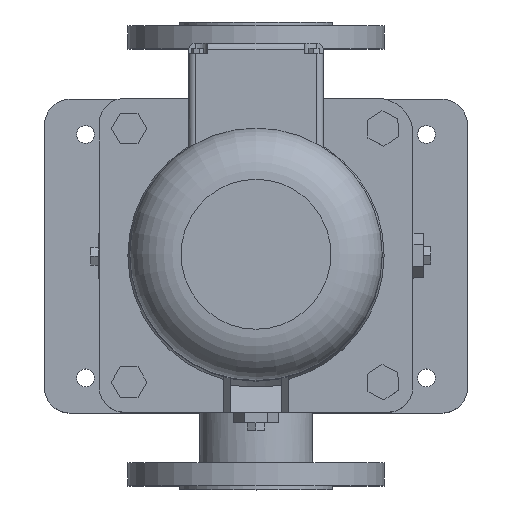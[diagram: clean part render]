
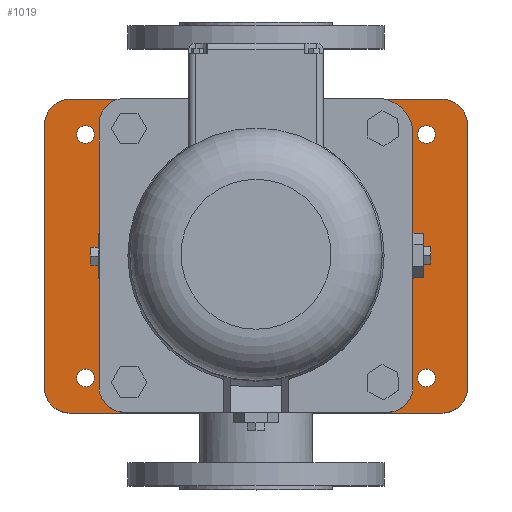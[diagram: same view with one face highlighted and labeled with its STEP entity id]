
A CAD part, top view. The second image highlights one B-rep face of the part: STEP entity #1019.
In plain terms, the highlighted planar face has unit normal (0, 0, 1).
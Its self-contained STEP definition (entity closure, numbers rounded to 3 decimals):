
#1019=ADVANCED_FACE('',(#5729,#5731,#5733,#5735,#5737,#5739,#5741,#5743,#5745,#5747),
#5749,.T.);
#5729=FACE_BOUND('',#5730,.T.);
#5730=EDGE_LOOP('',(#9684,#9685,#9686,#9687,#9688,#9689,#9690,#9691));
#5731=FACE_BOUND('',#5732,.T.);
#5732=EDGE_LOOP('',(#9692));
#5733=FACE_BOUND('',#5734,.T.);
#5734=EDGE_LOOP('',(#9693));
#5735=FACE_BOUND('',#5736,.T.);
#5736=EDGE_LOOP('',(#9694));
#5737=FACE_BOUND('',#5738,.T.);
#5738=EDGE_LOOP('',(#9695));
#5739=FACE_BOUND('',#5740,.T.);
#5740=EDGE_LOOP('',(#9696));
#5741=FACE_BOUND('',#5742,.T.);
#5742=EDGE_LOOP('',(#9697));
#5743=FACE_BOUND('',#5744,.T.);
#5744=EDGE_LOOP('',(#9698));
#5745=FACE_BOUND('',#5746,.T.);
#5746=EDGE_LOOP('',(#9699));
#5747=FACE_BOUND('',#5748,.T.);
#5748=EDGE_LOOP('',(#9700));
#5749=PLANE('',#5750);
#5750=AXIS2_PLACEMENT_3D('',#5751,#5752,#5753);
#5751=CARTESIAN_POINT('',(0.,0.,45.));
#5752=DIRECTION('',(0.,0.,1.));
#5753=DIRECTION('',(-1.,0.,0.));
#9684=ORIENTED_EDGE('',*,*,#12276,.T.);
#9685=ORIENTED_EDGE('',*,*,#12277,.T.);
#9686=ORIENTED_EDGE('',*,*,#12278,.T.);
#9687=ORIENTED_EDGE('',*,*,#12279,.T.);
#9688=ORIENTED_EDGE('',*,*,#12280,.T.);
#9689=ORIENTED_EDGE('',*,*,#12281,.T.);
#9690=ORIENTED_EDGE('',*,*,#12282,.T.);
#9691=ORIENTED_EDGE('',*,*,#12283,.T.);
#9692=ORIENTED_EDGE('',*,*,#12134,.F.);
#9693=ORIENTED_EDGE('',*,*,#12223,.F.);
#9694=ORIENTED_EDGE('',*,*,#12224,.F.);
#9695=ORIENTED_EDGE('',*,*,#12225,.F.);
#9696=ORIENTED_EDGE('',*,*,#12226,.F.);
#9697=ORIENTED_EDGE('',*,*,#12284,.T.);
#9698=ORIENTED_EDGE('',*,*,#12285,.T.);
#9699=ORIENTED_EDGE('',*,*,#12286,.T.);
#9700=ORIENTED_EDGE('',*,*,#12287,.T.);
#12134=EDGE_CURVE('',#13832,#13832,#13833,.T.);
#12223=EDGE_CURVE('',#14010,#14010,#14011,.T.);
#12224=EDGE_CURVE('',#14012,#14012,#14013,.T.);
#12225=EDGE_CURVE('',#14014,#14014,#14015,.T.);
#12226=EDGE_CURVE('',#14016,#14016,#14017,.T.);
#12276=EDGE_CURVE('',#14095,#14096,#14097,.T.);
#12277=EDGE_CURVE('',#14096,#14098,#14099,.T.);
#12278=EDGE_CURVE('',#14098,#14100,#14101,.T.);
#12279=EDGE_CURVE('',#14100,#14102,#14103,.T.);
#12280=EDGE_CURVE('',#14102,#14104,#14105,.T.);
#12281=EDGE_CURVE('',#14104,#14106,#14107,.T.);
#12282=EDGE_CURVE('',#14106,#14108,#14109,.T.);
#12283=EDGE_CURVE('',#14108,#14095,#14110,.T.);
#12284=EDGE_CURVE('',#14111,#14111,#14112,.F.);
#12285=EDGE_CURVE('',#14113,#14113,#14114,.F.);
#12286=EDGE_CURVE('',#14115,#14115,#14116,.F.);
#12287=EDGE_CURVE('',#14117,#14117,#14118,.F.);
#13832=VERTEX_POINT('',#17091);
#13833=CIRCLE('',#17092,110.);
#14010=VERTEX_POINT('',#18515);
#14011=CIRCLE('',#18516,9.);
#14012=VERTEX_POINT('',#18520);
#14013=CIRCLE('',#18521,9.);
#14014=VERTEX_POINT('',#18525);
#14015=CIRCLE('',#18526,9.);
#14016=VERTEX_POINT('',#18530);
#14017=CIRCLE('',#18531,9.);
#14095=VERTEX_POINT('',#18804);
#14096=VERTEX_POINT('',#18805);
#14097=CIRCLE('',#18806,20.);
#14098=VERTEX_POINT('',#18810);
#14099=LINE('',#18811,#18812);
#14100=VERTEX_POINT('',#18814);
#14101=CIRCLE('',#18815,20.);
#14102=VERTEX_POINT('',#18819);
#14103=LINE('',#18820,#18821);
#14104=VERTEX_POINT('',#18823);
#14105=CIRCLE('',#18824,20.);
#14106=VERTEX_POINT('',#18828);
#14107=LINE('',#18829,#18830);
#14108=VERTEX_POINT('',#18832);
#14109=CIRCLE('',#18833,20.);
#14110=LINE('',#18837,#18838);
#14111=VERTEX_POINT('',#18840);
#14112=CIRCLE('',#18841,7.);
#14113=VERTEX_POINT('',#18845);
#14114=CIRCLE('',#18846,7.);
#14115=VERTEX_POINT('',#18850);
#14116=CIRCLE('',#18851,7.);
#14117=VERTEX_POINT('',#18855);
#14118=CIRCLE('',#18856,7.);
#17091=CARTESIAN_POINT('',(0.,110.,45.));
#17092=AXIS2_PLACEMENT_3D('',#17093,#17094,#17095);
#17093=CARTESIAN_POINT('',(0.,0.,45.));
#17094=DIRECTION('',(0.,0.,1.));
#17095=DIRECTION('',(0.,1.,0.));
#18515=CARTESIAN_POINT('',(-98.995,-89.995,45.));
#18516=AXIS2_PLACEMENT_3D('',#18517,#18518,#18519);
#18517=CARTESIAN_POINT('',(-98.995,-98.995,45.));
#18518=DIRECTION('',(0.,0.,1.));
#18519=DIRECTION('',(0.,1.,0.));
#18520=CARTESIAN_POINT('',(98.995,-89.995,45.));
#18521=AXIS2_PLACEMENT_3D('',#18522,#18523,#18524);
#18522=CARTESIAN_POINT('',(98.995,-98.995,45.));
#18523=DIRECTION('',(0.,0.,1.));
#18524=DIRECTION('',(0.,1.,0.));
#18525=CARTESIAN_POINT('',(98.995,107.995,45.));
#18526=AXIS2_PLACEMENT_3D('',#18527,#18528,#18529);
#18527=CARTESIAN_POINT('',(98.995,98.995,45.));
#18528=DIRECTION('',(0.,0.,1.));
#18529=DIRECTION('',(0.,1.,0.));
#18530=CARTESIAN_POINT('',(-98.995,107.995,45.));
#18531=AXIS2_PLACEMENT_3D('',#18532,#18533,#18534);
#18532=CARTESIAN_POINT('',(-98.995,98.995,45.));
#18533=DIRECTION('',(0.,0.,1.));
#18534=DIRECTION('',(0.,1.,0.));
#18804=CARTESIAN_POINT('',(-165.,-102.5,45.));
#18805=CARTESIAN_POINT('',(-145.,-122.5,45.));
#18806=AXIS2_PLACEMENT_3D('',#18807,#18808,#18809);
#18807=CARTESIAN_POINT('',(-145.,-102.5,45.));
#18808=DIRECTION('',(0.,0.,1.));
#18809=DIRECTION('',(-1.,0.,0.));
#18810=CARTESIAN_POINT('',(145.,-122.5,45.));
#18811=CARTESIAN_POINT('',(-145.,-122.5,45.));
#18812=VECTOR('',#18813,1.);
#18813=DIRECTION('',(1.,0.,0.));
#18814=CARTESIAN_POINT('',(165.,-102.5,45.));
#18815=AXIS2_PLACEMENT_3D('',#18816,#18817,#18818);
#18816=CARTESIAN_POINT('',(145.,-102.5,45.));
#18817=DIRECTION('',(0.,0.,1.));
#18818=DIRECTION('',(0.,-1.,0.));
#18819=CARTESIAN_POINT('',(165.,102.5,45.));
#18820=CARTESIAN_POINT('',(165.,-102.5,45.));
#18821=VECTOR('',#18822,1.);
#18822=DIRECTION('',(0.,1.,0.));
#18823=CARTESIAN_POINT('',(145.,122.5,45.));
#18824=AXIS2_PLACEMENT_3D('',#18825,#18826,#18827);
#18825=CARTESIAN_POINT('',(145.,102.5,45.));
#18826=DIRECTION('',(0.,0.,1.));
#18827=DIRECTION('',(1.,0.,0.));
#18828=CARTESIAN_POINT('',(-145.,122.5,45.));
#18829=CARTESIAN_POINT('',(145.,122.5,45.));
#18830=VECTOR('',#18831,1.);
#18831=DIRECTION('',(-1.,0.,0.));
#18832=CARTESIAN_POINT('',(-165.,102.5,45.));
#18833=AXIS2_PLACEMENT_3D('',#18834,#18835,#18836);
#18834=CARTESIAN_POINT('',(-145.,102.5,45.));
#18835=DIRECTION('',(0.,0.,1.));
#18836=DIRECTION('',(0.,1.,0.));
#18837=CARTESIAN_POINT('',(-165.,102.5,45.));
#18838=VECTOR('',#18839,1.);
#18839=DIRECTION('',(0.,-1.,0.));
#18840=CARTESIAN_POINT('',(-140.,95.,45.));
#18841=AXIS2_PLACEMENT_3D('',#18842,#18843,#18844);
#18842=CARTESIAN_POINT('',(-133.,95.,45.));
#18843=DIRECTION('',(0.,0.,1.));
#18844=DIRECTION('',(-1.,0.,0.));
#18845=CARTESIAN_POINT('',(126.,95.,45.));
#18846=AXIS2_PLACEMENT_3D('',#18847,#18848,#18849);
#18847=CARTESIAN_POINT('',(133.,95.,45.));
#18848=DIRECTION('',(0.,0.,1.));
#18849=DIRECTION('',(-1.,0.,0.));
#18850=CARTESIAN_POINT('',(-140.,-95.,45.));
#18851=AXIS2_PLACEMENT_3D('',#18852,#18853,#18854);
#18852=CARTESIAN_POINT('',(-133.,-95.,45.));
#18853=DIRECTION('',(0.,0.,1.));
#18854=DIRECTION('',(-1.,0.,0.));
#18855=CARTESIAN_POINT('',(126.,-95.,45.));
#18856=AXIS2_PLACEMENT_3D('',#18857,#18858,#18859);
#18857=CARTESIAN_POINT('',(133.,-95.,45.));
#18858=DIRECTION('',(0.,0.,1.));
#18859=DIRECTION('',(-1.,0.,0.));
